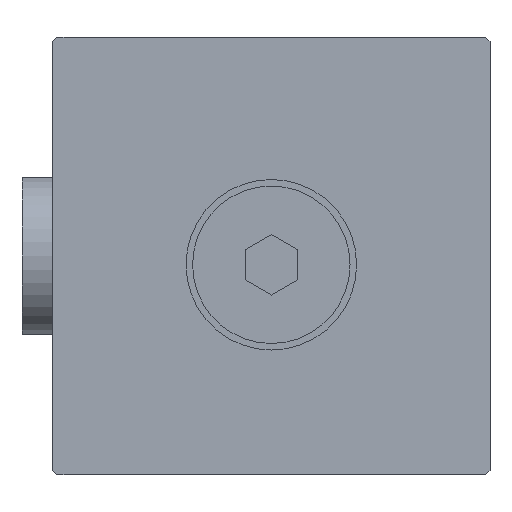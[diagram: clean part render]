
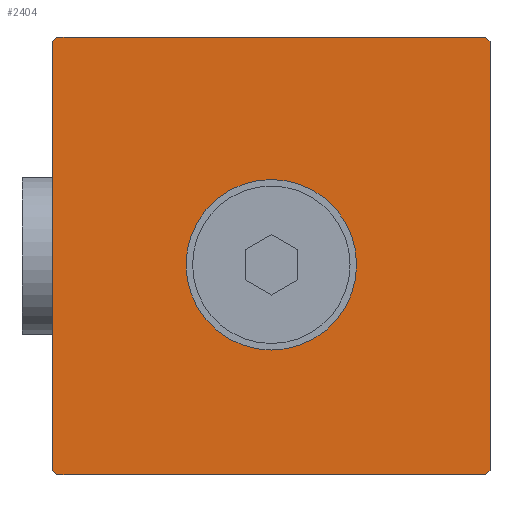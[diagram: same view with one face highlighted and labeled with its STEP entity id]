
A CAD part, front view. The second image highlights one B-rep face of the part: STEP entity #2404.
In plain terms, the highlighted planar face has unit normal (0, -1, 0).
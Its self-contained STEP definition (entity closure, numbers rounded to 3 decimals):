
#156=CIRCLE('',#2622,9.75);
#341=ORIENTED_EDGE('',*,*,#982,.F.);
#342=ORIENTED_EDGE('',*,*,#923,.F.);
#343=ORIENTED_EDGE('',*,*,#980,.F.);
#344=ORIENTED_EDGE('',*,*,#975,.F.);
#345=ORIENTED_EDGE('',*,*,#972,.F.);
#346=ORIENTED_EDGE('',*,*,#957,.F.);
#347=ORIENTED_EDGE('',*,*,#954,.F.);
#348=ORIENTED_EDGE('',*,*,#926,.F.);
#349=ORIENTED_EDGE('',*,*,#883,.F.);
#883=EDGE_CURVE('',#1214,#1215,#1448,.T.);
#923=EDGE_CURVE('',#1248,#1214,#1463,.T.);
#926=EDGE_CURVE('',#1215,#1250,#1466,.T.);
#954=EDGE_CURVE('',#1250,#1277,#1481,.T.);
#957=EDGE_CURVE('',#1277,#1279,#1484,.T.);
#972=EDGE_CURVE('',#1279,#1293,#1492,.T.);
#975=EDGE_CURVE('',#1293,#1295,#1495,.T.);
#980=EDGE_CURVE('',#1295,#1248,#1498,.T.);
#982=EDGE_CURVE('',#1299,#1299,#156,.F.);
#1214=VERTEX_POINT('',#3557);
#1215=VERTEX_POINT('',#3558);
#1248=VERTEX_POINT('',#3679);
#1250=VERTEX_POINT('',#3685);
#1277=VERTEX_POINT('',#3741);
#1279=VERTEX_POINT('',#3747);
#1293=VERTEX_POINT('',#3777);
#1295=VERTEX_POINT('',#3783);
#1299=VERTEX_POINT('',#3797);
#1448=LINE('',#3556,#1654);
#1463=LINE('',#3678,#1669);
#1466=LINE('',#3684,#1672);
#1481=LINE('',#3740,#1687);
#1484=LINE('',#3746,#1690);
#1492=LINE('',#3776,#1698);
#1495=LINE('',#3782,#1701);
#1498=LINE('',#3792,#1704);
#1654=VECTOR('',#2830,1000.);
#1669=VECTOR('',#2895,1000.);
#1672=VECTOR('',#2900,1000.);
#1687=VECTOR('',#2943,1000.);
#1690=VECTOR('',#2948,1000.);
#1698=VECTOR('',#2972,1000.);
#1701=VECTOR('',#2977,1000.);
#1704=VECTOR('',#2986,1000.);
#1899=EDGE_LOOP('',(#341));
#1900=EDGE_LOOP('',(#342,#343,#344,#345,#346,#347,#348,#349));
#2113=FACE_BOUND('',#1899,.T.);
#2114=FACE_BOUND('',#1900,.T.);
#2299=PLANE('',#2621);
#2404=ADVANCED_FACE('',(#2113,#2114),#2299,.F.);
#2621=AXIS2_PLACEMENT_3D('',#3795,#2990,#2991);
#2622=AXIS2_PLACEMENT_3D('',#3796,#2992,#2993);
#2830=DIRECTION('',(0.,0.,1.));
#2895=DIRECTION('',(-0.707,0.,0.707));
#2900=DIRECTION('',(0.707,0.,0.707));
#2943=DIRECTION('',(1.,0.,0.));
#2948=DIRECTION('',(0.707,0.,-0.707));
#2972=DIRECTION('',(0.,0.,-1.));
#2977=DIRECTION('',(-0.707,0.,-0.707));
#2986=DIRECTION('',(-1.,0.,0.));
#2990=DIRECTION('',(0.,1.,0.));
#2991=DIRECTION('',(0.,0.,1.));
#2992=DIRECTION('',(0.,1.,0.));
#2993=DIRECTION('',(0.,0.,1.));
#3556=CARTESIAN_POINT('',(-25.,0.,-24.5));
#3557=CARTESIAN_POINT('',(-25.,0.,-24.5));
#3558=CARTESIAN_POINT('',(-25.,0.,24.5));
#3678=CARTESIAN_POINT('',(-24.5,0.,-25.));
#3679=CARTESIAN_POINT('',(-24.5,0.,-25.));
#3684=CARTESIAN_POINT('',(-25.,0.,24.5));
#3685=CARTESIAN_POINT('',(-24.5,0.,25.));
#3740=CARTESIAN_POINT('',(-24.5,0.,25.));
#3741=CARTESIAN_POINT('',(24.5,0.,25.));
#3746=CARTESIAN_POINT('',(24.5,0.,25.));
#3747=CARTESIAN_POINT('',(25.,0.,24.5));
#3776=CARTESIAN_POINT('',(25.,0.,24.5));
#3777=CARTESIAN_POINT('',(25.,0.,-24.5));
#3782=CARTESIAN_POINT('',(25.,0.,-24.5));
#3783=CARTESIAN_POINT('',(24.5,0.,-25.));
#3792=CARTESIAN_POINT('',(24.5,0.,-25.));
#3795=CARTESIAN_POINT('',(0.,0.,0.));
#3796=CARTESIAN_POINT('',(0.,0.,-1.));
#3797=CARTESIAN_POINT('',(0.,0.,8.75));
